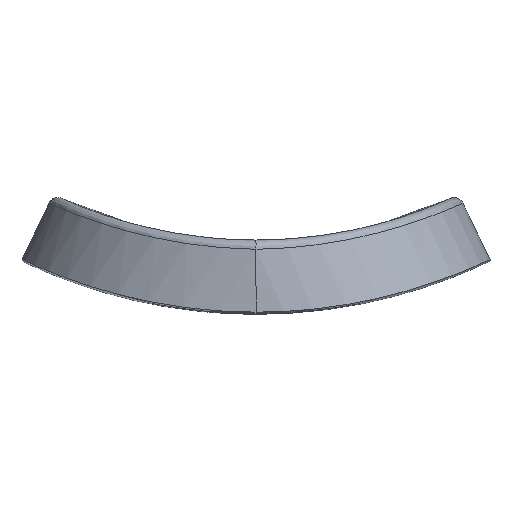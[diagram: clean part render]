
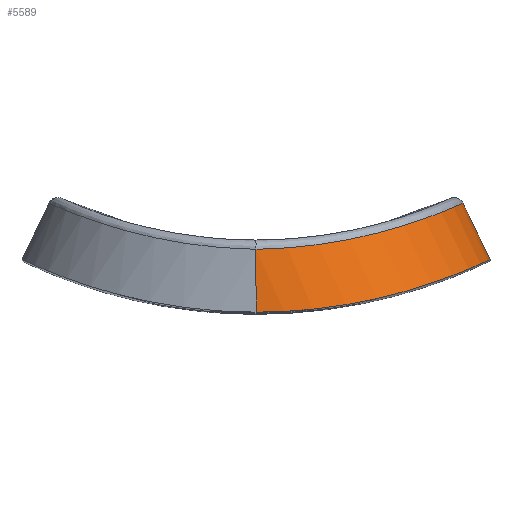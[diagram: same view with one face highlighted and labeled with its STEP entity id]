
A CAD part, top view. The second image highlights one B-rep face of the part: STEP entity #5589.
In plain terms, the highlighted cylindrical face has radius 12 mm (diameter 24 mm), a partial arc.
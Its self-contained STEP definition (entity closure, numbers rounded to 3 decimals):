
#94 = CARTESIAN_POINT ( 'NONE',  ( 5.432, 0.525, 30.877 ) ) ;
#173 = EDGE_CURVE ( 'NONE', #9127, #9397, #11566, .T. ) ;
#468 = VERTEX_POINT ( 'NONE', #8874 ) ;
#490 = CARTESIAN_POINT ( 'NONE',  ( 0., 0., 32. ) ) ;
#582 = CARTESIAN_POINT ( 'NONE',  ( 0., 3.225, 31.919 ) ) ;
#610 = ORIENTED_EDGE ( 'NONE', *, *, #173, .T. ) ;
#744 = CARTESIAN_POINT ( 'NONE',  ( 4.889, 3.751, 30.382 ) ) ;
#819 = DIRECTION ( 'NONE',  ( 0.431, -0.902, 0. ) ) ;
#929 = CARTESIAN_POINT ( 'NONE',  ( 9.624, 5.181, 25.036 ) ) ;
#952 = CARTESIAN_POINT ( 'NONE',  ( 4.329, 0.336, 31.302 ) ) ;
#1173 = CARTESIAN_POINT ( 'NONE',  ( 12., 2.718, 20. ) ) ;
#1618 = CARTESIAN_POINT ( 'NONE',  ( 0., 1.078, 32. ) ) ;
#1639 = VECTOR ( 'NONE', #5503, 1000. ) ;
#1868 = CARTESIAN_POINT ( 'NONE',  ( 5.513, 3.886, 29.996 ) ) ;
#1959 = CARTESIAN_POINT ( 'NONE',  ( 1.471, 3.285, 31.687 ) ) ;
#1971 = EDGE_CURVE ( 'NONE', #9127, #9698, #11333, .T. ) ;
#2025 = CARTESIAN_POINT ( 'NONE',  ( 3.953, 0.279, 31.426 ) ) ;
#2209 = CARTESIAN_POINT ( 'NONE',  ( 12., 2.718, 20.809 ) ) ;
#2465 = EDGE_CURVE ( 'NONE', #9698, #468, #8637, .T. ) ;
#2868 = CARTESIAN_POINT ( 'NONE',  ( 10.37, 5.499, 22.569 ) ) ;
#2963 = CARTESIAN_POINT ( 'NONE',  ( 0.74, 3.243, 31.826 ) ) ;
#3047 = CARTESIAN_POINT ( 'NONE',  ( 0., 3.225, 31.919 ) ) ;
#3258 = CARTESIAN_POINT ( 'NONE',  ( 12., 2.718, 20. ) ) ;
#3270 = CARTESIAN_POINT ( 'NONE',  ( 9.631, 1.717, 27.431 ) ) ;
#3323 = CARTESIAN_POINT ( 'NONE',  ( 9.141, 1.541, 28.045 ) ) ;
#3951 = AXIS2_PLACEMENT_3D ( 'NONE', #10583, #819, #6320 ) ;
#4094 = CARTESIAN_POINT ( 'NONE',  ( 10.556, 5.581, 21.483 ) ) ;
#4251 = CARTESIAN_POINT ( 'NONE',  ( 10.495, 2.049, 26.119 ) ) ;
#4383 = CARTESIAN_POINT ( 'NONE',  ( 6.134, 0.675, 30.521 ) ) ;
#4526 = FACE_OUTER_BOUND ( 'NONE', #9781, .T. ) ;
#4564 = CARTESIAN_POINT ( 'NONE',  ( 10.619, 5.61, 20. ) ) ;
#5089 = CARTESIAN_POINT ( 'NONE',  ( 6.678, 4.175, 29.127 ) ) ;
#5185 = CARTESIAN_POINT ( 'NONE',  ( 10.107, 5.384, 23.641 ) ) ;
#5292 = ORIENTED_EDGE ( 'NONE', *, *, #1971, .F. ) ;
#5310 = CARTESIAN_POINT ( 'NONE',  ( 11.622, 2.541, 23.164 ) ) ;
#5358 = CARTESIAN_POINT ( 'NONE',  ( 1.607, 0.035, 31.934 ) ) ;
#5458 = CARTESIAN_POINT ( 'NONE',  ( 11.278, 2.385, 24.313 ) ) ;
#5503 = DIRECTION ( 'NONE',  ( 0.431, -0.902, 0. ) ) ;
#5507 = CARTESIAN_POINT ( 'NONE',  ( 11.927, 2.683, 21.604 ) ) ;
#5589 = ADVANCED_FACE ( 'NONE', ( #4526 ), #8820, .T. ) ;
#5645 =( BOUNDED_CURVE ( )  B_SPLINE_CURVE ( 3, ( #490, #1618, #7016, #582 ),
 .UNSPECIFIED., .F., .T. ) 
 B_SPLINE_CURVE_WITH_KNOTS ( ( 4, 4 ),
 ( 4.712, 4.828 ),
 .UNSPECIFIED. ) 
 CURVE ( )  GEOMETRIC_REPRESENTATION_ITEM ( )  RATIONAL_B_SPLINE_CURVE ( ( 1., 0.999, 0.999, 1. ) ) 
 REPRESENTATION_ITEM ( '' )  );
#5748 = CARTESIAN_POINT ( 'NONE',  ( 0., 3.225, 31.919 ) ) ;
#6295 = CARTESIAN_POINT ( 'NONE',  ( 8.149, 4.633, 27.532 ) ) ;
#6320 = DIRECTION ( 'NONE',  ( 0.902, 0.431, 0. ) ) ;
#6419 = CARTESIAN_POINT ( 'NONE',  ( 3.183, 0.18, 31.638 ) ) ;
#7016 = CARTESIAN_POINT ( 'NONE',  ( 0., 2.154, 31.973 ) ) ;
#7275 = CARTESIAN_POINT ( 'NONE',  ( 7.921, 4.556, 27.819 ) ) ;
#7416 = CARTESIAN_POINT ( 'NONE',  ( 3.588, 3.514, 31.042 ) ) ;
#7464 = CARTESIAN_POINT ( 'NONE',  ( 5.814, 3.957, 29.788 ) ) ;
#7534 = CARTESIAN_POINT ( 'NONE',  ( 8.881, 1.453, 28.337 ) ) ;
#8505 = CARTESIAN_POINT ( 'NONE',  ( 9.318, 5.058, 25.695 ) ) ;
#8553 = CARTESIAN_POINT ( 'NONE',  ( 0.372, 3.23, 31.88 ) ) ;
#8637 = B_SPLINE_CURVE_WITH_KNOTS ( 'NONE', 3,
 ( #14076, #2209, #5507, #9681, #5310, #11911, #5458, #13051, #4251, #13991, #3270, #3323, #7534, #13089, #10904, #4383, #94, #952, #2025, #6419, #10764, #5358, #8671, #9636 ),
 .UNSPECIFIED., .F., .F.,
 ( 4, 2, 2, 2, 2, 2, 2, 2, 2, 2, 2, 4 ),
 ( 0., 0.002, 0.004, 0.005, 0.007, 0.008, 0.01, 0.012, 0.014, 0.016, 0.017, 0.019 ),
 .UNSPECIFIED. ) ;
#8671 = CARTESIAN_POINT ( 'NONE',  ( 0.808, 0., 32. ) ) ;
#8820 = CYLINDRICAL_SURFACE ( 'NONE', #3951, 12. ) ;
#8874 = CARTESIAN_POINT ( 'NONE',  ( 0., 0., 32. ) ) ;
#9127 = VERTEX_POINT ( 'NONE', #4564 ) ;
#9397 = VERTEX_POINT ( 'NONE', #5748 ) ;
#9428 = CARTESIAN_POINT ( 'NONE',  ( 2.905, 3.418, 31.302 ) ) ;
#9510 = CARTESIAN_POINT ( 'NONE',  ( 9.997, 5.337, 23.996 ) ) ;
#9563 = CARTESIAN_POINT ( 'NONE',  ( 8.771, 4.852, 26.634 ) ) ;
#9636 = CARTESIAN_POINT ( 'NONE',  ( 0., 0., 32. ) ) ;
#9681 = CARTESIAN_POINT ( 'NONE',  ( 11.712, 2.582, 22.776 ) ) ;
#9698 = VERTEX_POINT ( 'NONE', #3258 ) ;
#9781 = EDGE_LOOP ( 'NONE', ( #5292, #610, #12626, #13593 ) ) ;
#10460 = CARTESIAN_POINT ( 'NONE',  ( 7.204, 4.328, 28.635 ) ) ;
#10508 = CARTESIAN_POINT ( 'NONE',  ( 1.835, 3.313, 31.602 ) ) ;
#10583 = CARTESIAN_POINT ( 'NONE',  ( -10.829, 22.679, 20. ) ) ;
#10603 = CARTESIAN_POINT ( 'NONE',  ( 10.619, 5.61, 20. ) ) ;
#10648 = CARTESIAN_POINT ( 'NONE',  ( 10.619, 5.61, 20.747 ) ) ;
#10764 = CARTESIAN_POINT ( 'NONE',  ( 2.789, 0.137, 31.726 ) ) ;
#10904 = CARTESIAN_POINT ( 'NONE',  ( 7.459, 1.009, 29.658 ) ) ;
#11131 = EDGE_CURVE ( 'NONE', #468, #9397, #5645, .T. ) ;
#11333 = LINE ( 'NONE', #1173, #1639 ) ;
#11566 = B_SPLINE_CURVE_WITH_KNOTS ( 'NONE', 3,
 ( #10603, #10648, #4094, #2868, #13786, #5185, #9510, #929, #8505, #9563, #12795, #6295, #7275, #10460, #5089, #7464, #1868, #744, #13874, #7416, #9428, #10508, #1959, #2963, #8553, #3047 ),
 .UNSPECIFIED., .F., .F.,
 ( 4, 2, 2, 2, 2, 2, 2, 2, 2, 2, 2, 2, 4 ),
 ( 0., 0.002, 0.003, 0.004, 0.007, 0.008, 0.009, 0.011, 0.012, 0.013, 0.015, 0.017, 0.018 ),
 .UNSPECIFIED. ) ;
#11911 = CARTESIAN_POINT ( 'NONE',  ( 11.405, 2.442, 23.932 ) ) ;
#12626 = ORIENTED_EDGE ( 'NONE', *, *, #11131, .F. ) ;
#12795 = CARTESIAN_POINT ( 'NONE',  ( 8.574, 4.781, 26.939 ) ) ;
#13051 = CARTESIAN_POINT ( 'NONE',  ( 10.848, 2.198, 25.42 ) ) ;
#13089 = CARTESIAN_POINT ( 'NONE',  ( 8.062, 1.186, 29.166 ) ) ;
#13593 = ORIENTED_EDGE ( 'NONE', *, *, #2465, .F. ) ;
#13786 = CARTESIAN_POINT ( 'NONE',  ( 10.293, 5.465, 22.928 ) ) ;
#13874 = CARTESIAN_POINT ( 'NONE',  ( 4.569, 3.688, 30.559 ) ) ;
#13991 = CARTESIAN_POINT ( 'NONE',  ( 9.861, 1.803, 27.109 ) ) ;
#14076 = CARTESIAN_POINT ( 'NONE',  ( 12., 2.718, 20. ) ) ;
